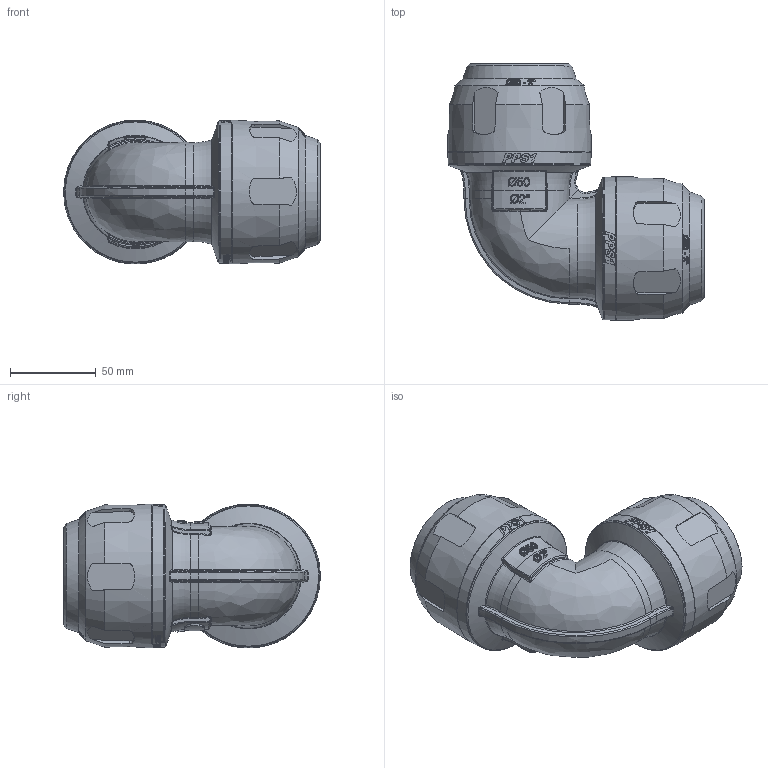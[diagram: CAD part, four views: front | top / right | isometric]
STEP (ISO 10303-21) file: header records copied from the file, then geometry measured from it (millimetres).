
FILE_DESCRIPTION(/* description */ ('STEP AP214'),/* implementation_level */ '2;1');
FILE_NAME(/* name */ 'PPS1_9C50.stp.stp',/* time_stamp */ '2020-07-05T23:02:11+02:00',/* author */ (' '),/* organization */ (' '),/* preprocessor_version */ 'ST-DEVELOPER v18',/* originating_system */ 'Autodesk Inventor 2020',/* authorisation */ ' ');
FILE_SCHEMA (('AUTOMOTIVE_DESIGN { 1 0 10303 214 3 1 1 }'));
Length unit declared in the file: metre
Products named in the file (1): PPS1_9C50.stp
Bounding box: 149.97 x 149.97 x 84.03 mm (x, y, z)
Volume: 416806.3 mm3; surface area: 93654.7 mm2
Topology: 1 solids, 1 shells, 1688 faces, 4623 edges, 3042 vertices
Faces by surface type: bspline 823, plane 424, cylinder 289, cone 104, torus 32, sphere 16
Full cylindrical faces by diameter (mm): 12 x1, 48 x2, 50.9 x2, 69 x2, 82.949 x2
Entity records: 83064 total; most frequent: CARTESIAN_POINT 44799, ORIENTED_EDGE 9242, DIRECTION 4891, EDGE_CURVE 4621, VERTEX_POINT 3042, B_SPLINE_CURVE_WITH_KNOTS 2146, EDGE_LOOP 1797, STYLED_ITEM 1689
